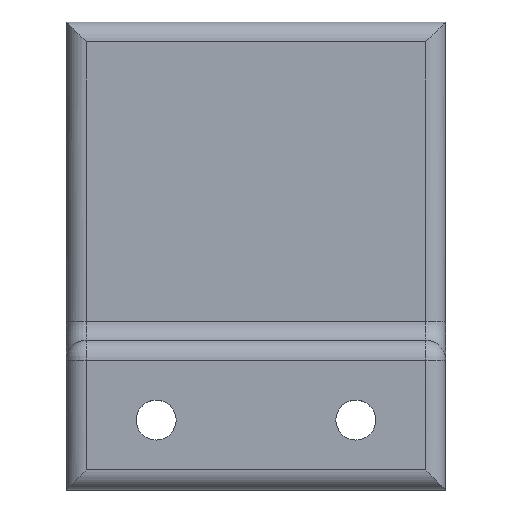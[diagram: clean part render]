
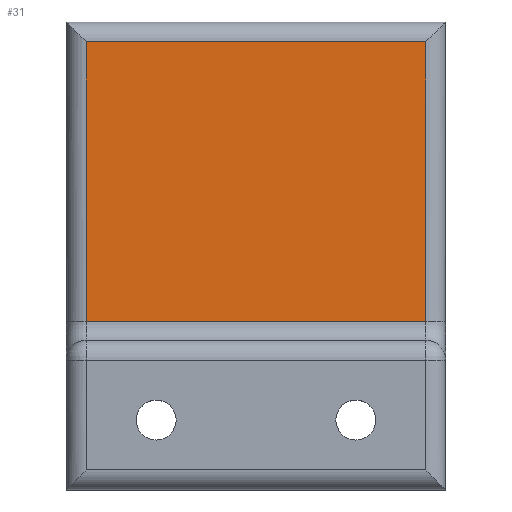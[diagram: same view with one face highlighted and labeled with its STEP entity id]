
A CAD part, top view. The second image highlights one B-rep face of the part: STEP entity #31.
In plain terms, the highlighted planar face has unit normal (0, 0, 1).
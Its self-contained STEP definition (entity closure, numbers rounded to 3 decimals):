
#31 = ADVANCED_FACE ( 'NONE', ( #575 ), #1562, .T. ) ;
#69 = ORIENTED_EDGE ( 'NONE', *, *, #854, .T. ) ;
#75 = VERTEX_POINT ( 'NONE', #584 ) ;
#140 = CARTESIAN_POINT ( 'NONE',  ( 1., 8.5, -32. ) ) ;
#142 = EDGE_CURVE ( 'NONE', #1388, #75, #954, .T. ) ;
#151 = CARTESIAN_POINT ( 'NONE',  ( 18., 8.5, -32. ) ) ;
#175 = CARTESIAN_POINT ( 'NONE',  ( 18., 22.5, -32. ) ) ;
#184 = VERTEX_POINT ( 'NONE', #151 ) ;
#283 = EDGE_LOOP ( 'NONE', ( #772, #1151, #69, #390 ) ) ;
#304 = AXIS2_PLACEMENT_3D ( 'NONE', #457, #544, #789 ) ;
#323 = DIRECTION ( 'NONE',  ( 0., 1., 0. ) ) ;
#353 = LINE ( 'NONE', #1061, #1456 ) ;
#390 = ORIENTED_EDGE ( 'NONE', *, *, #737, .T. ) ;
#457 = CARTESIAN_POINT ( 'NONE',  ( 19., -14.235, -32. ) ) ;
#544 = DIRECTION ( 'NONE',  ( 0., 0., 1. ) ) ;
#575 = FACE_OUTER_BOUND ( 'NONE', #283, .T. ) ;
#580 = CARTESIAN_POINT ( 'NONE',  ( 1., 7.5, -32. ) ) ;
#584 = CARTESIAN_POINT ( 'NONE',  ( 1., 22.5, -32. ) ) ;
#708 = VECTOR ( 'NONE', #1546, 1000. ) ;
#737 = EDGE_CURVE ( 'NONE', #1260, #184, #783, .T. ) ;
#772 = ORIENTED_EDGE ( 'NONE', *, *, #892, .T. ) ;
#783 = LINE ( 'NONE', #1274, #1204 ) ;
#789 = DIRECTION ( 'NONE',  ( 1., 0., 0. ) ) ;
#791 = DIRECTION ( 'NONE',  ( 1., 0., 0. ) ) ;
#854 = EDGE_CURVE ( 'NONE', #75, #1260, #1434, .T. ) ;
#892 = EDGE_CURVE ( 'NONE', #184, #1388, #353, .T. ) ;
#954 = LINE ( 'NONE', #1126, #1370 ) ;
#994 = DIRECTION ( 'NONE',  ( -1., 0., 0. ) ) ;
#1061 = CARTESIAN_POINT ( 'NONE',  ( 18., 23.5, -32. ) ) ;
#1126 = CARTESIAN_POINT ( 'NONE',  ( 19., 22.5, -32. ) ) ;
#1151 = ORIENTED_EDGE ( 'NONE', *, *, #142, .T. ) ;
#1204 = VECTOR ( 'NONE', #791, 1000. ) ;
#1260 = VERTEX_POINT ( 'NONE', #140 ) ;
#1274 = CARTESIAN_POINT ( 'NONE',  ( 19., 8.5, -32. ) ) ;
#1370 = VECTOR ( 'NONE', #994, 1000. ) ;
#1388 = VERTEX_POINT ( 'NONE', #175 ) ;
#1434 = LINE ( 'NONE', #580, #708 ) ;
#1456 = VECTOR ( 'NONE', #323, 1000. ) ;
#1546 = DIRECTION ( 'NONE',  ( 0., -1., 0. ) ) ;
#1562 = PLANE ( 'NONE',  #304 ) ;
